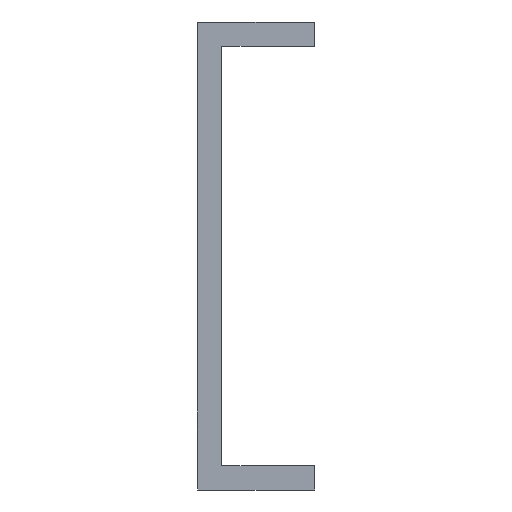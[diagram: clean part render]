
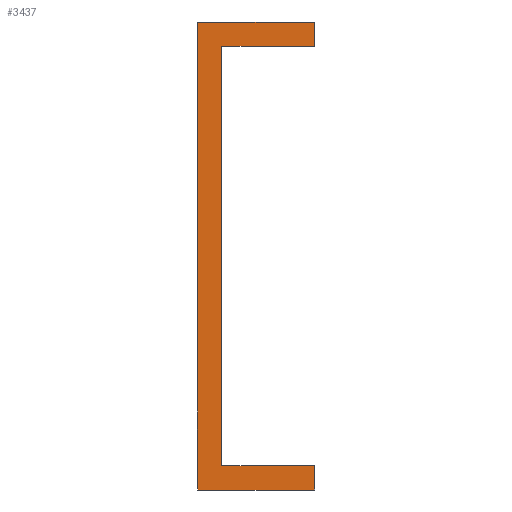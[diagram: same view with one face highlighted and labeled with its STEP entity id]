
A CAD part, front view. The second image highlights one B-rep face of the part: STEP entity #3437.
In plain terms, the highlighted planar face has unit normal (0, -1, 0).
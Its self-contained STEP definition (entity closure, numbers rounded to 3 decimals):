
#469 = LINE ( 'NONE', #3556, #7463 ) ;
#527 = LINE ( 'NONE', #1228, #3428 ) ;
#773 = PLANE ( 'NONE',  #5813 ) ;
#999 = EDGE_CURVE ( 'NONE', #4792, #6155, #7307, .T. ) ;
#1023 = EDGE_CURVE ( 'NONE', #6155, #2439, #5548, .T. ) ;
#1028 = CARTESIAN_POINT ( 'NONE',  ( -12., 0., -45.5 ) ) ;
#1040 = FACE_OUTER_BOUND ( 'NONE', #5934, .T. ) ;
#1228 = CARTESIAN_POINT ( 'NONE',  ( -21.5, 0., -45.5 ) ) ;
#1290 = DIRECTION ( 'NONE',  ( 1., 0., 0. ) ) ;
#1532 = VECTOR ( 'NONE', #4144, 1000. ) ;
#1829 = DIRECTION ( 'NONE',  ( 0., 0., -1. ) ) ;
#1916 = DIRECTION ( 'NONE',  ( 0., 0., -1. ) ) ;
#1927 = CARTESIAN_POINT ( 'NONE',  ( -24., 0., -45.5 ) ) ;
#2302 = DIRECTION ( 'NONE',  ( -1., 0., 0. ) ) ;
#2439 = VERTEX_POINT ( 'NONE', #5433 ) ;
#2451 = EDGE_CURVE ( 'NONE', #4122, #4792, #5622, .T. ) ;
#2476 = CARTESIAN_POINT ( 'NONE',  ( 24., 0., 2.5 ) ) ;
#2716 = VERTEX_POINT ( 'NONE', #4286 ) ;
#2787 = EDGE_CURVE ( 'NONE', #6271, #4122, #3177, .T. ) ;
#3079 = LINE ( 'NONE', #6450, #1532 ) ;
#3177 = LINE ( 'NONE', #1927, #5251 ) ;
#3185 = DIRECTION ( 'NONE',  ( 0., 0., -1. ) ) ;
#3205 = VECTOR ( 'NONE', #6684, 1000. ) ;
#3358 = CARTESIAN_POINT ( 'NONE',  ( -21.5, 0., -43. ) ) ;
#3373 = VECTOR ( 'NONE', #1290, 1000. ) ;
#3428 = VECTOR ( 'NONE', #2302, 1000. ) ;
#3437 = ADVANCED_FACE ( 'NONE', ( #1040 ), #773, .T. ) ;
#3471 = VECTOR ( 'NONE', #6369, 1000. ) ;
#3556 = CARTESIAN_POINT ( 'NONE',  ( -12., 0., -43. ) ) ;
#3602 = VERTEX_POINT ( 'NONE', #3358 ) ;
#3777 = CARTESIAN_POINT ( 'NONE',  ( -12., 0., 0. ) ) ;
#3790 = EDGE_CURVE ( 'NONE', #3602, #2716, #4991, .T. ) ;
#3864 = CARTESIAN_POINT ( 'NONE',  ( -12., 0., -43. ) ) ;
#3916 = ORIENTED_EDGE ( 'NONE', *, *, #2451, .F. ) ;
#4051 = EDGE_CURVE ( 'NONE', #2716, #7205, #469, .T. ) ;
#4122 = VERTEX_POINT ( 'NONE', #7321 ) ;
#4144 = DIRECTION ( 'NONE',  ( 0., 0., -1. ) ) ;
#4286 = CARTESIAN_POINT ( 'NONE',  ( -12., 0., -43. ) ) ;
#4348 = CARTESIAN_POINT ( 'NONE',  ( -12., 0., 0. ) ) ;
#4568 = ORIENTED_EDGE ( 'NONE', *, *, #4051, .F. ) ;
#4792 = VERTEX_POINT ( 'NONE', #7312 ) ;
#4794 = DIRECTION ( 'NONE',  ( 0., -1., 0. ) ) ;
#4803 = DIRECTION ( 'NONE',  ( 0., 0., 1. ) ) ;
#4820 = ORIENTED_EDGE ( 'NONE', *, *, #6506, .F. ) ;
#4950 = ORIENTED_EDGE ( 'NONE', *, *, #1023, .F. ) ;
#4991 = LINE ( 'NONE', #3864, #3471 ) ;
#5246 = ORIENTED_EDGE ( 'NONE', *, *, #5315, .F. ) ;
#5251 = VECTOR ( 'NONE', #4803, 1000. ) ;
#5315 = EDGE_CURVE ( 'NONE', #2439, #3602, #3079, .T. ) ;
#5433 = CARTESIAN_POINT ( 'NONE',  ( -21.5, 0., 0. ) ) ;
#5548 = LINE ( 'NONE', #4348, #3205 ) ;
#5603 = CARTESIAN_POINT ( 'NONE',  ( -24., 0., -45.5 ) ) ;
#5622 = LINE ( 'NONE', #2476, #3373 ) ;
#5737 = VECTOR ( 'NONE', #3185, 1000. ) ;
#5813 = AXIS2_PLACEMENT_3D ( 'NONE', #7181, #4794, #1916 ) ;
#5934 = EDGE_LOOP ( 'NONE', ( #5246, #4950, #7025, #3916, #6761, #4820, #4568, #6542 ) ) ;
#6155 = VERTEX_POINT ( 'NONE', #3777 ) ;
#6271 = VERTEX_POINT ( 'NONE', #5603 ) ;
#6369 = DIRECTION ( 'NONE',  ( 1., 0., 0. ) ) ;
#6450 = CARTESIAN_POINT ( 'NONE',  ( -21.5, 0., 0. ) ) ;
#6506 = EDGE_CURVE ( 'NONE', #7205, #6271, #527, .T. ) ;
#6542 = ORIENTED_EDGE ( 'NONE', *, *, #3790, .F. ) ;
#6663 = CARTESIAN_POINT ( 'NONE',  ( -12., 0., 0. ) ) ;
#6684 = DIRECTION ( 'NONE',  ( -1., 0., 0. ) ) ;
#6761 = ORIENTED_EDGE ( 'NONE', *, *, #2787, .F. ) ;
#7025 = ORIENTED_EDGE ( 'NONE', *, *, #999, .F. ) ;
#7181 = CARTESIAN_POINT ( 'NONE',  ( 0., 0., 0. ) ) ;
#7205 = VERTEX_POINT ( 'NONE', #1028 ) ;
#7307 = LINE ( 'NONE', #6663, #5737 ) ;
#7312 = CARTESIAN_POINT ( 'NONE',  ( -12., 0., 2.5 ) ) ;
#7321 = CARTESIAN_POINT ( 'NONE',  ( -24., 0., 2.5 ) ) ;
#7463 = VECTOR ( 'NONE', #1829, 1000. ) ;
